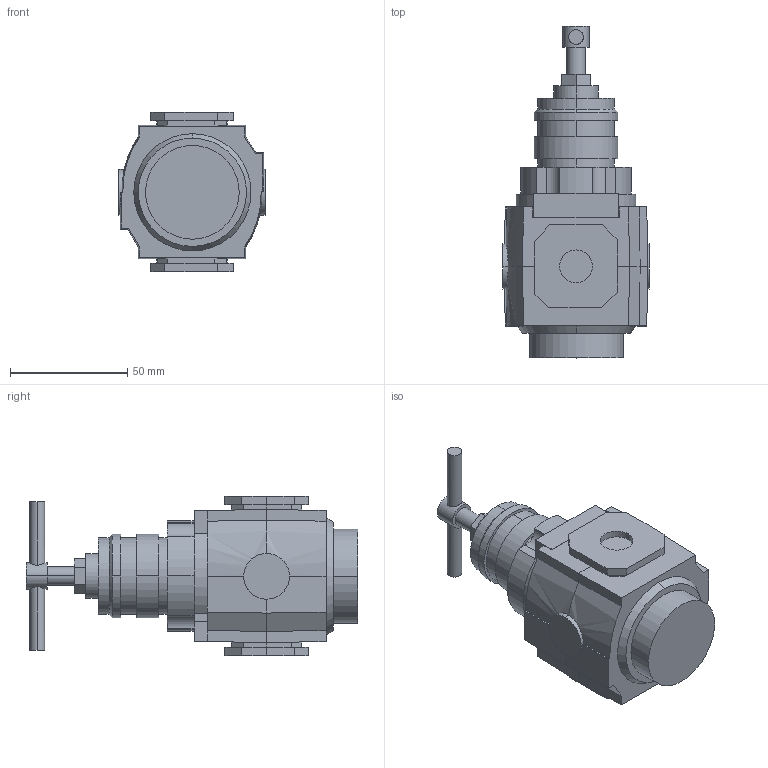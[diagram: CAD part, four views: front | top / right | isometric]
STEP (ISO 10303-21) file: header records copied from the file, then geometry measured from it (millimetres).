
FILE_DESCRIPTION (( 'STEP AP214' ), '1' );
FILE_NAME ('Norgren-R73G-2AT-RMN.step', '2019-03-05T15:06:12', ( '' ), ( '' ), 'SwSTEP 2.0', 'SolidWorks 2019', '' );
FILE_SCHEMA (( 'AUTOMOTIVE_DESIGN' ));
Length unit declared in the file: millimetre
Products named in the file (5): Norgren-R73G-2AT-RMN_GR73_ss_50_2; Norgren-R73G-2AT-RMN_GR_73T_2; Norgren-R73G-2AT-RMN_GR_73g-2; Norgren-R73G-2AT-RMN; Norgren-R73G-2AT-RMN_GR73_ss_45
Assembly tree (4 placements, depth 3):
  Norgren-R73G-2AT-RMN
    Norgren-R73G-2AT-RMN_GR_73T_2
      Norgren-R73G-2AT-RMN_GR73_ss_50_2
    Norgren-R73G-2AT-RMN_GR_73g-2
      Norgren-R73G-2AT-RMN_GR73_ss_45
Bounding box: 62.3 x 141.6 x 68 mm (x, y, z)
Volume: 250259.1 mm3; surface area: 36393.5 mm2
Topology: 3 solids, 3 shells, 181 faces, 455 edges, 296 vertices
Faces by surface type: plane 128, cylinder 45, bspline 8
Entity records: 5760 total; most frequent: CARTESIAN_POINT 1241, ORIENTED_EDGE 910, DIRECTION 893, EDGE_CURVE 455, LINE 341, VECTOR 341, VERTEX_POINT 296, AXIS2_PLACEMENT_3D 276
